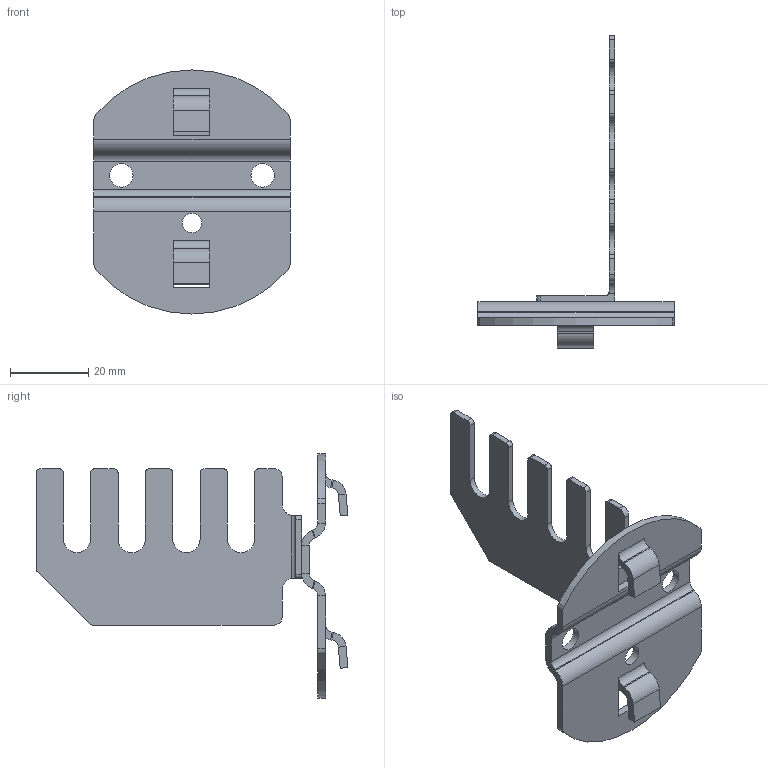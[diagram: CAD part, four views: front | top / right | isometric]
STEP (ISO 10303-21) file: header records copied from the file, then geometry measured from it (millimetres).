
FILE_DESCRIPTION((''),'2;1');
FILE_NAME('86515.stp','2020-12-16T09:19:05',('arma03'),(''),'Autodesk Inventor 2013','Autodesk Inventor 2013','');
FILE_SCHEMA(('AUTOMOTIVE_DESIGN { 1 0 10303 214 1 1 1 1 }'));
Length unit declared in the file: millimetre
Products named in the file (1): 86515
Bounding box: 50.2 x 79.87 x 62.51 mm (x, y, z)
Volume: 9155.7 mm3; surface area: 11307.8 mm2
Topology: 1 solids, 1 shells, 134 faces, 333 edges, 201 vertices
Faces by surface type: plane 87, cylinder 47
Full cylindrical faces by diameter (mm): 5 x1, 6 x2
Entity records: 3939 total; most frequent: DIRECTION 695, CARTESIAN_POINT 674, ORIENTED_EDGE 658, EDGE_CURVE 329, AXIS2_PLACEMENT_3D 233, VECTOR 229, LINE 229, VERTEX_POINT 200
